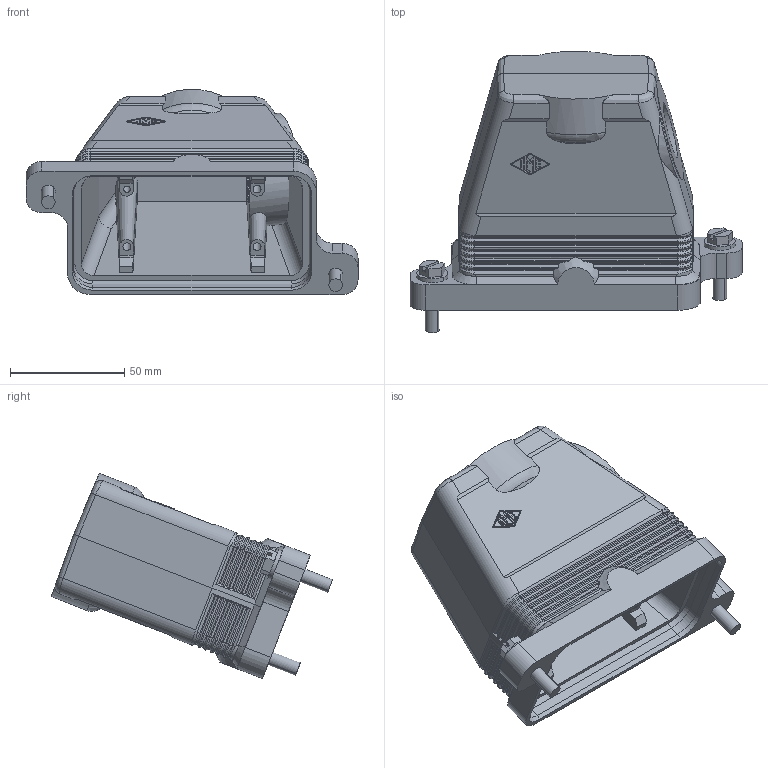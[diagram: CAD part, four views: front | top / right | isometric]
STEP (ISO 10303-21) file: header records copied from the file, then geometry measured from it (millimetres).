
FILE_DESCRIPTION(('Creo Elements/Direct Modeling STEP Export'),'2;1');
FILE_NAME('0ln7tug4eb67ik13732','2017-12-22T12:30:22',(''),(''),'PTC Creo Elements/Direct Modeling STEP processor for AP214 (Solid Model)','PTC Creo Elements/Direct Modeling 19.0E 27-Jun-2016 (C) Parametric Technology GmbH','');
FILE_SCHEMA(('AUTOMOTIVE_DESIGN { 1 0 10303 214 1 1 1 1 }'));
Products named in the file (2): MGOE_10.25
Assembly tree (1 placements, depth 2):
  MGOE_10.25
    MGOE_10.25
Bounding box: 145.5 x 123.25 x 89.95 mm (x, y, z)
Volume: 166552.6 mm3; surface area: 69675.3 mm2
Topology: 1 solids, 1 shells, 530 faces, 1303 edges, 793 vertices
Faces by surface type: plane 254, cylinder 122, extrusion 74, bspline 58, cone 20, torus 2
Entity records: 39869 total; most frequent: CARTESIAN_POINT 24473, ORIENTED_EDGE 2606, DIRECTION 2021, EDGE_CURVE 1303, VECTOR 837, VERTEX_POINT 793, LINE 761, AXIS2_PLACEMENT_3D 592
